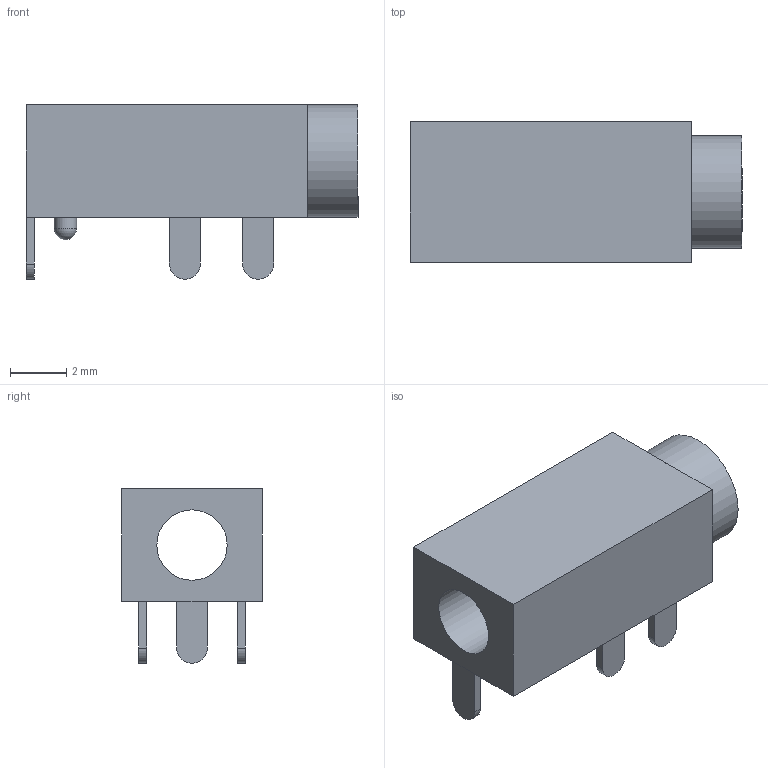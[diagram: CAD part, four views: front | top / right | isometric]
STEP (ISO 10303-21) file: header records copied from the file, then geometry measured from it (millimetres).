
FILE_DESCRIPTION(('FreeCAD Model'),'2;1');
FILE_NAME('Open CASCADE Shape Model','2023-11-09T16:17:11',('Author'),( ''),'Open CASCADE STEP processor 7.6','FreeCAD','Unknown');
FILE_SCHEMA(('AUTOMOTIVE_DESIGN { 1 0 10303 214 1 1 1 1 }'));
Length unit declared in the file: millimetre
Products named in the file (1): Body
Bounding box: 11.8 x 5 x 6.2 mm (x, y, z)
Volume: 168.1 mm3; surface area: 351.6 mm2
Topology: 1 solids, 1 shells, 42 faces, 105 edges, 68 vertices
Faces by surface type: plane 28, cylinder 12, sphere 2
Full cylindrical faces by diameter (mm): 0.8 x2, 2.5 x1, 4 x1
Entity records: 1265 total; most frequent: DIRECTION 217, CARTESIAN_POINT 214, ORIENTED_EDGE 206, EDGE_CURVE 103, LINE 75, VECTOR 75, AXIS2_PLACEMENT_3D 71, VERTEX_POINT 68
